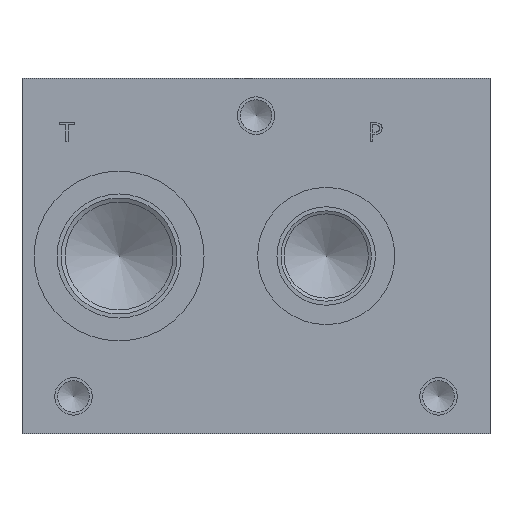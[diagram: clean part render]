
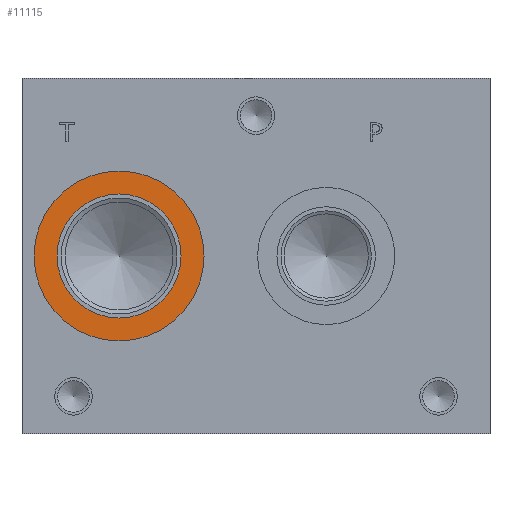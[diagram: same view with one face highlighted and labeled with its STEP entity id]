
A CAD part, left-side view. The second image highlights one B-rep face of the part: STEP entity #11115.
In plain terms, the highlighted planar face has unit normal (-1, 0, 0).
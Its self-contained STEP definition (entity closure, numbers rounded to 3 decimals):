
#238=CIRCLE('',#11727,28.829);
#239=CIRCLE('',#11728,28.829);
#240=CIRCLE('',#11730,21.031);
#241=CIRCLE('',#11731,21.031);
#433=FACE_BOUND('',#1882,.T.);
#1238=FACE_OUTER_BOUND('',#1881,.T.);
#1881=EDGE_LOOP('',(#9427,#9428));
#1882=EDGE_LOOP('',(#9429,#9430));
#5100=VERTEX_POINT('',#18453);
#5101=VERTEX_POINT('',#18455);
#5102=VERTEX_POINT('',#18459);
#5103=VERTEX_POINT('',#18460);
#6587=EDGE_CURVE('',#5100,#5101,#238,.T.);
#6588=EDGE_CURVE('',#5101,#5100,#239,.T.);
#6589=EDGE_CURVE('',#5102,#5103,#240,.T.);
#6590=EDGE_CURVE('',#5103,#5102,#241,.T.);
#9427=ORIENTED_EDGE('',*,*,#6588,.F.);
#9428=ORIENTED_EDGE('',*,*,#6587,.F.);
#9429=ORIENTED_EDGE('',*,*,#6589,.T.);
#9430=ORIENTED_EDGE('',*,*,#6590,.T.);
#10180=PLANE('',#11729);
#11115=ADVANCED_FACE('',(#1238,#433),#10180,.F.);
#11727=AXIS2_PLACEMENT_3D('',#18456,#14011,#14012);
#11728=AXIS2_PLACEMENT_3D('',#18457,#14013,#14014);
#11729=AXIS2_PLACEMENT_3D('',#18458,#14015,#14016);
#11730=AXIS2_PLACEMENT_3D('',#18461,#14017,#14018);
#11731=AXIS2_PLACEMENT_3D('',#18462,#14019,#14020);
#14011=DIRECTION('center_axis',(1.,0.,0.));
#14012=DIRECTION('ref_axis',(0.,0.,-1.));
#14013=DIRECTION('center_axis',(1.,0.,0.));
#14014=DIRECTION('ref_axis',(0.,0.,-1.));
#14015=DIRECTION('center_axis',(1.,0.,0.));
#14016=DIRECTION('ref_axis',(0.,0.,-1.));
#14017=DIRECTION('center_axis',(1.,0.,0.));
#14018=DIRECTION('ref_axis',(0.,0.,-1.));
#14019=DIRECTION('center_axis',(1.,0.,0.));
#14020=DIRECTION('ref_axis',(0.,0.,-1.));
#18453=CARTESIAN_POINT('',(0.787,125.832,31.496));
#18455=CARTESIAN_POINT('',(0.787,125.832,89.154));
#18456=CARTESIAN_POINT('Origin',(0.787,125.832,60.325));
#18457=CARTESIAN_POINT('Origin',(0.787,125.832,60.325));
#18458=CARTESIAN_POINT('Origin',(0.787,125.832,81.356));
#18459=CARTESIAN_POINT('',(0.787,125.832,81.356));
#18460=CARTESIAN_POINT('',(0.787,125.832,39.294));
#18461=CARTESIAN_POINT('Origin',(0.787,125.832,60.325));
#18462=CARTESIAN_POINT('Origin',(0.787,125.832,60.325));
